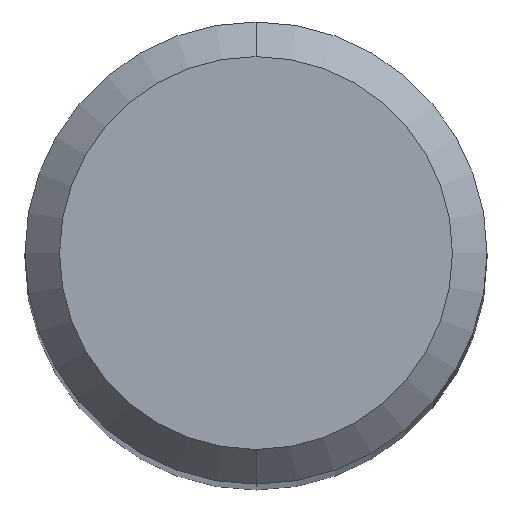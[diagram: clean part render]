
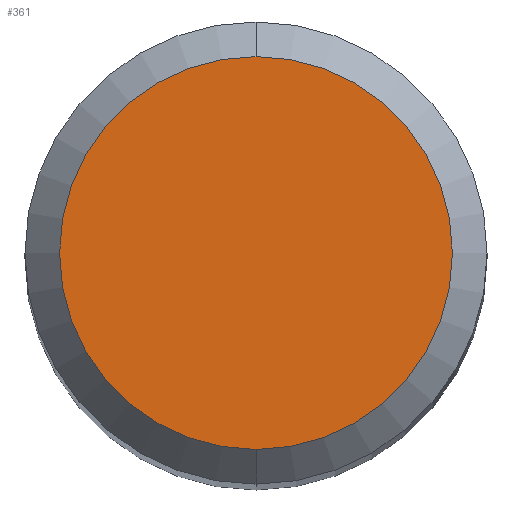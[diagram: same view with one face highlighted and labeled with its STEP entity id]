
A CAD part, top view. The second image highlights one B-rep face of the part: STEP entity #361.
In plain terms, the highlighted planar face has unit normal (0, 0, 1).
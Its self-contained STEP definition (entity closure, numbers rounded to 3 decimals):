
#227=EDGE_CURVE('',#395,#429,#541,.T.);
#361=ADVANCED_FACE('',(#688),#689,.T.);
#395=VERTEX_POINT('',#726);
#423=EDGE_CURVE('',#429,#395,#757,.T.);
#429=VERTEX_POINT('',#763);
#541=CIRCLE('',#937,1.7);
#688=FACE_OUTER_BOUND('',#1269,.T.);
#689=PLANE('',#1270);
#726=CARTESIAN_POINT('',(0.,-1.7,0.0));
#757=CIRCLE('',#1362,1.7);
#763=CARTESIAN_POINT('',(0.0,1.7,0.0));
#937=AXIS2_PLACEMENT_3D('',#1537,#1538,#1539);
#1269=EDGE_LOOP('',(#1693,#1694));
#1270=AXIS2_PLACEMENT_3D('',#1695,#1696,#1697);
#1362=AXIS2_PLACEMENT_3D('',#1761,#1762,#1763);
#1537=CARTESIAN_POINT('',(0.0,0.0,0.0));
#1538=DIRECTION('',(0.0,0.0,-1.0));
#1539=DIRECTION('',(0.0,1.0,0.0));
#1693=ORIENTED_EDGE('',*,*,#423,.F.);
#1694=ORIENTED_EDGE('',*,*,#227,.F.);
#1695=CARTESIAN_POINT('',(0.0,0.85,0.0));
#1696=DIRECTION('',(-0.0,0.0,1.0));
#1697=DIRECTION('',(0.0,-1.0,0.0));
#1761=CARTESIAN_POINT('',(0.0,0.0,0.0));
#1762=DIRECTION('',(0.0,0.0,-1.0));
#1763=DIRECTION('',(0.0,1.0,0.0));
